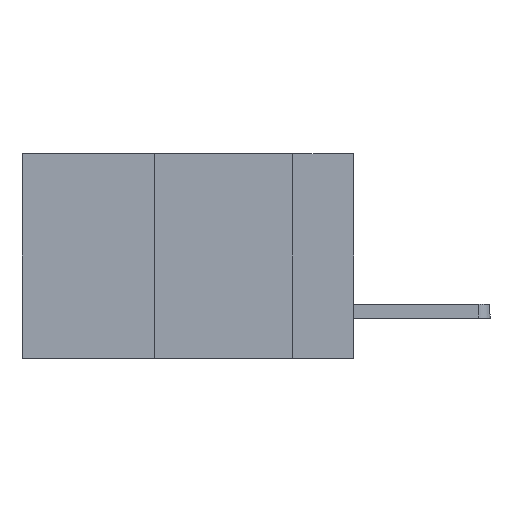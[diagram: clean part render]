
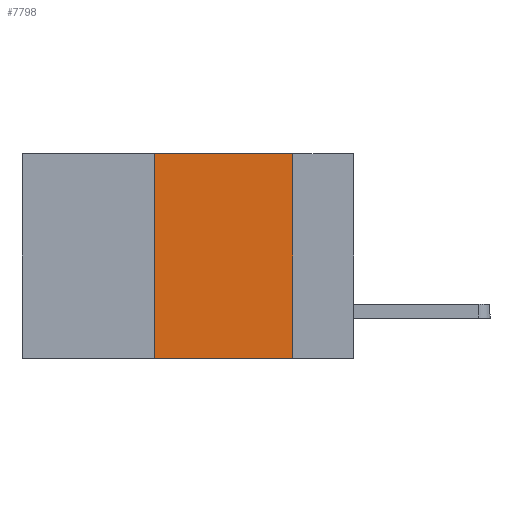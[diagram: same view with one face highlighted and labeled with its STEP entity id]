
A CAD part, left-side view. The second image highlights one B-rep face of the part: STEP entity #7798.
In plain terms, the highlighted planar face has unit normal (-1, 0, 0).
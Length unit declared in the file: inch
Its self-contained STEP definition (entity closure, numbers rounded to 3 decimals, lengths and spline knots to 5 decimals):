
#124 = AXIS2_PLACEMENT_3D ( 'NONE', #5857, #308, #6799 ) ;
#308 = DIRECTION ( 'NONE',  ( 1., 0., 0. ) ) ;
#484 = ORIENTED_EDGE ( 'NONE', *, *, #9896, .F. ) ;
#1348 = CARTESIAN_POINT ( 'NONE',  ( 0., 0.11, 0. ) ) ;
#1407 = LINE ( 'NONE', #7261, #3814 ) ;
#1418 = LINE ( 'NONE', #11254, #8508 ) ;
#1546 = LINE ( 'NONE', #2796, #3641 ) ;
#1703 = DIRECTION ( 'NONE',  ( 0., -1., 0. ) ) ;
#2109 = PLANE ( 'NONE',  #124 ) ;
#2505 = EDGE_CURVE ( 'NONE', #2783, #7728, #1418, .T. ) ;
#2619 = DIRECTION ( 'NONE',  ( 0., 0., 1. ) ) ;
#2714 = VECTOR ( 'NONE', #2619, 39.37008 ) ;
#2766 = ORIENTED_EDGE ( 'NONE', *, *, #7533, .F. ) ;
#2783 = VERTEX_POINT ( 'NONE', #7016 ) ;
#2796 = CARTESIAN_POINT ( 'NONE',  ( 0., 0.11, 0. ) ) ;
#2931 = EDGE_CURVE ( 'NONE', #3421, #7321, #1407, .T. ) ;
#3053 = ORIENTED_EDGE ( 'NONE', *, *, #2505, .T. ) ;
#3421 = VERTEX_POINT ( 'NONE', #9758 ) ;
#3641 = VECTOR ( 'NONE', #3707, 39.37008 ) ;
#3707 = DIRECTION ( 'NONE',  ( 0., 0., -1. ) ) ;
#3814 = VECTOR ( 'NONE', #1703, 39.37008 ) ;
#5186 = LINE ( 'NONE', #9844, #2714 ) ;
#5283 = EDGE_LOOP ( 'NONE', ( #484, #8461, #2766, #3053 ) ) ;
#5857 = CARTESIAN_POINT ( 'NONE',  ( 0., 0.6, 0. ) ) ;
#6626 = CARTESIAN_POINT ( 'NONE',  ( 0., 0.11, -0.37 ) ) ;
#6799 = DIRECTION ( 'NONE',  ( 0., 0., -1. ) ) ;
#6954 = FACE_OUTER_BOUND ( 'NONE', #5283, .T. ) ;
#7016 = CARTESIAN_POINT ( 'NONE',  ( 0., 0.36, -0.37 ) ) ;
#7261 = CARTESIAN_POINT ( 'NONE',  ( 0., 0.6, 0. ) ) ;
#7321 = VERTEX_POINT ( 'NONE', #1348 ) ;
#7533 = EDGE_CURVE ( 'NONE', #2783, #3421, #5186, .T. ) ;
#7728 = VERTEX_POINT ( 'NONE', #6626 ) ;
#7798 = ADVANCED_FACE ( 'NONE', ( #6954 ), #2109, .F. ) ;
#8461 = ORIENTED_EDGE ( 'NONE', *, *, #2931, .F. ) ;
#8508 = VECTOR ( 'NONE', #11404, 39.37008 ) ;
#9758 = CARTESIAN_POINT ( 'NONE',  ( 0., 0.36, 0. ) ) ;
#9844 = CARTESIAN_POINT ( 'NONE',  ( 0., 0.36, 0. ) ) ;
#9896 = EDGE_CURVE ( 'NONE', #7321, #7728, #1546, .T. ) ;
#11254 = CARTESIAN_POINT ( 'NONE',  ( 0., 0.6, -0.37 ) ) ;
#11404 = DIRECTION ( 'NONE',  ( 0., -1., 0. ) ) ;
